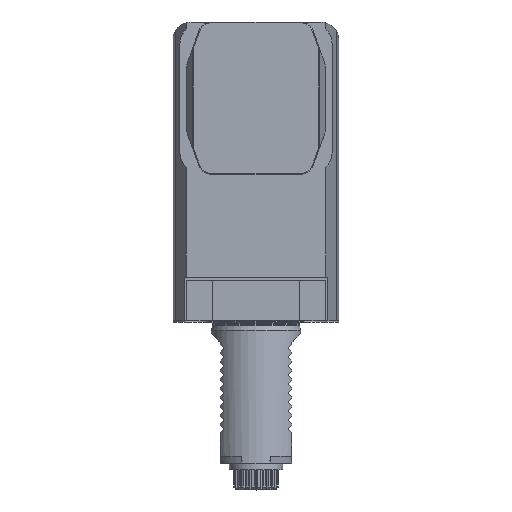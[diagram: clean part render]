
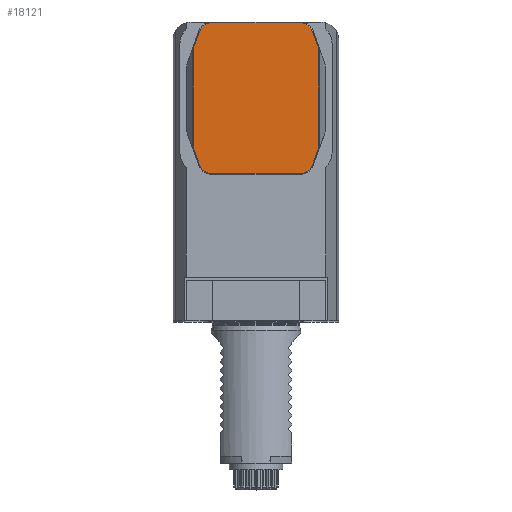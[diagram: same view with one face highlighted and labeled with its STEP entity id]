
A CAD part, top view. The second image highlights one B-rep face of the part: STEP entity #18121.
In plain terms, the highlighted planar face has unit normal (0, 0, 1).
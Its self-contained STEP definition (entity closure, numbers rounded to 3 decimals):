
#304 = VERTEX_POINT ( 'NONE', #28133 ) ;
#388 = AXIS2_PLACEMENT_3D ( 'NONE', #10550, #2968, #20614 ) ;
#904 = VECTOR ( 'NONE', #25411, 1000. ) ;
#1234 = ORIENTED_EDGE ( 'NONE', *, *, #15792, .T. ) ;
#1389 = ORIENTED_EDGE ( 'NONE', *, *, #28994, .T. ) ;
#1766 = CARTESIAN_POINT ( 'NONE',  ( 31.894, 11.608, 58. ) ) ;
#1859 = ORIENTED_EDGE ( 'NONE', *, *, #12184, .T. ) ;
#2394 = DIRECTION ( 'NONE',  ( 0.342, -0.94, 0. ) ) ;
#2968 = DIRECTION ( 'NONE',  ( 0., 0., 1. ) ) ;
#2977 = DIRECTION ( 'NONE',  ( 1., 0., 0. ) ) ;
#3162 = CARTESIAN_POINT ( 'NONE',  ( -28.087, -22.121, 58. ) ) ;
#3256 = ORIENTED_EDGE ( 'NONE', *, *, #29967, .T. ) ;
#3354 = CARTESIAN_POINT ( 'NONE',  ( 19.862, -33.7, 58. ) ) ;
#3697 = VECTOR ( 'NONE', #2394, 1000. ) ;
#3875 = DIRECTION ( 'NONE',  ( -0.342, 0.94, 0. ) ) ;
#3950 = DIRECTION ( 'NONE',  ( 0., 0., 1. ) ) ;
#4294 = PLANE ( 'NONE',  #31284 ) ;
#5413 = AXIS2_PLACEMENT_3D ( 'NONE', #29031, #3950, #30848 ) ;
#5416 = LINE ( 'NONE', #15482, #904 ) ;
#5461 = CARTESIAN_POINT ( 'NONE',  ( -28.087, -22.069, 58. ) ) ;
#5590 = EDGE_CURVE ( 'NONE', #21860, #20122, #7651, .T. ) ;
#5950 = EDGE_CURVE ( 'NONE', #26230, #9973, #13543, .T. ) ;
#6210 = AXIS2_PLACEMENT_3D ( 'NONE', #22463, #29710, #6972 ) ;
#6399 = DIRECTION ( 'NONE',  ( 0.342, 0.94, 0. ) ) ;
#6558 = LINE ( 'NONE', #28976, #19912 ) ;
#6972 = DIRECTION ( 'NONE',  ( -1., 0., 0. ) ) ;
#7003 = CARTESIAN_POINT ( 'NONE',  ( -25.218, -29.95, 58. ) ) ;
#7651 = LINE ( 'NONE', #3162, #19863 ) ;
#8137 = VERTEX_POINT ( 'NONE', #7003 ) ;
#8203 = EDGE_CURVE ( 'NONE', #20122, #8137, #22019, .T. ) ;
#8353 = CIRCLE ( 'NONE', #11015, 5.7 ) ;
#9129 = VERTEX_POINT ( 'NONE', #15070 ) ;
#9441 = DIRECTION ( 'NONE',  ( 0., 0., 1. ) ) ;
#9973 = VERTEX_POINT ( 'NONE', #12017 ) ;
#10099 = LINE ( 'NONE', #18807, #27420 ) ;
#10550 = CARTESIAN_POINT ( 'NONE',  ( 19.862, 28., 58. ) ) ;
#11015 = AXIS2_PLACEMENT_3D ( 'NONE', #14592, #24834, #29918 ) ;
#11110 = VECTOR ( 'NONE', #32102, 1000. ) ;
#11445 = EDGE_CURVE ( 'NONE', #13562, #16274, #6558, .T. ) ;
#11855 = CARTESIAN_POINT ( 'NONE',  ( -31.894, 11.608, 58. ) ) ;
#12017 = CARTESIAN_POINT ( 'NONE',  ( 19.862, 33.7, 58. ) ) ;
#12184 = EDGE_CURVE ( 'NONE', #14092, #13562, #8353, .T. ) ;
#12293 = VERTEX_POINT ( 'NONE', #29478 ) ;
#13216 = EDGE_CURVE ( 'NONE', #15370, #21860, #14318, .T. ) ;
#13314 = CIRCLE ( 'NONE', #5413, 5.7 ) ;
#13543 = CIRCLE ( 'NONE', #388, 5.7 ) ;
#13562 = VERTEX_POINT ( 'NONE', #30955 ) ;
#13786 = ORIENTED_EDGE ( 'NONE', *, *, #5590, .T. ) ;
#14092 = VERTEX_POINT ( 'NONE', #3354 ) ;
#14318 = LINE ( 'NONE', #11855, #11110 ) ;
#14362 = FACE_OUTER_BOUND ( 'NONE', #30186, .T. ) ;
#14592 = CARTESIAN_POINT ( 'NONE',  ( 19.862, -28., 58. ) ) ;
#14686 = EDGE_CURVE ( 'NONE', #304, #26230, #26481, .T. ) ;
#14900 = CARTESIAN_POINT ( 'NONE',  ( -31.894, -11.608, 58. ) ) ;
#15070 = CARTESIAN_POINT ( 'NONE',  ( -19.862, -33.7, 58. ) ) ;
#15196 = DIRECTION ( 'NONE',  ( 0., -1., 0. ) ) ;
#15370 = VERTEX_POINT ( 'NONE', #17637 ) ;
#15477 = CARTESIAN_POINT ( 'NONE',  ( 0., -33.7, 58. ) ) ;
#15482 = CARTESIAN_POINT ( 'NONE',  ( 0., 33.7, 58. ) ) ;
#15586 = ORIENTED_EDGE ( 'NONE', *, *, #32149, .T. ) ;
#15792 = EDGE_CURVE ( 'NONE', #9129, #14092, #19709, .T. ) ;
#16274 = VERTEX_POINT ( 'NONE', #16608 ) ;
#16608 = CARTESIAN_POINT ( 'NONE',  ( 28.087, -22.069, 58. ) ) ;
#17637 = CARTESIAN_POINT ( 'NONE',  ( -25.218, 29.95, 58. ) ) ;
#18121 = ADVANCED_FACE ( 'Defeature completata1_288', ( #14362 ), #4294, .T. ) ;
#18338 = ORIENTED_EDGE ( 'NONE', *, *, #8203, .T. ) ;
#18588 = VECTOR ( 'NONE', #3875, 1000. ) ;
#18807 = CARTESIAN_POINT ( 'NONE',  ( 28.087, 22.121, 58. ) ) ;
#19293 = ORIENTED_EDGE ( 'NONE', *, *, #13216, .T. ) ;
#19517 = CARTESIAN_POINT ( 'NONE',  ( 0., 0., 58. ) ) ;
#19709 = LINE ( 'NONE', #15477, #25431 ) ;
#19863 = VECTOR ( 'NONE', #15196, 1000. ) ;
#19912 = VECTOR ( 'NONE', #6399, 1000. ) ;
#20122 = VERTEX_POINT ( 'NONE', #5461 ) ;
#20477 = CARTESIAN_POINT ( 'NONE',  ( 25.218, 29.95, 58. ) ) ;
#20487 = EDGE_CURVE ( 'NONE', #9973, #12293, #5416, .T. ) ;
#20614 = DIRECTION ( 'NONE',  ( -1., 0., 0. ) ) ;
#21860 = VERTEX_POINT ( 'NONE', #31414 ) ;
#22019 = LINE ( 'NONE', #14900, #3697 ) ;
#22062 = ORIENTED_EDGE ( 'NONE', *, *, #11445, .T. ) ;
#22463 = CARTESIAN_POINT ( 'NONE',  ( -19.862, -28., 58. ) ) ;
#23718 = ORIENTED_EDGE ( 'NONE', *, *, #14686, .T. ) ;
#24834 = DIRECTION ( 'NONE',  ( 0., 0., 1. ) ) ;
#25411 = DIRECTION ( 'NONE',  ( -1., 0., 0. ) ) ;
#25431 = VECTOR ( 'NONE', #2977, 1000. ) ;
#25772 = ORIENTED_EDGE ( 'NONE', *, *, #5950, .T. ) ;
#26230 = VERTEX_POINT ( 'NONE', #20477 ) ;
#26481 = LINE ( 'NONE', #1766, #18588 ) ;
#27058 = DIRECTION ( 'NONE',  ( -1., 0., 0. ) ) ;
#27420 = VECTOR ( 'NONE', #31138, 1000. ) ;
#28133 = CARTESIAN_POINT ( 'NONE',  ( 28.087, 22.069, 58. ) ) ;
#28976 = CARTESIAN_POINT ( 'NONE',  ( 31.894, -11.608, 58. ) ) ;
#28994 = EDGE_CURVE ( 'NONE', #12293, #15370, #13314, .T. ) ;
#29031 = CARTESIAN_POINT ( 'NONE',  ( -19.862, 28., 58. ) ) ;
#29478 = CARTESIAN_POINT ( 'NONE',  ( -19.862, 33.7, 58. ) ) ;
#29710 = DIRECTION ( 'NONE',  ( 0., 0., 1. ) ) ;
#29918 = DIRECTION ( 'NONE',  ( -1., 0., 0. ) ) ;
#29967 = EDGE_CURVE ( 'NONE', #16274, #304, #10099, .T. ) ;
#30186 = EDGE_LOOP ( 'NONE', ( #31522, #1389, #19293, #13786, #18338, #15586, #1234, #1859, #22062, #3256, #23718, #25772 ) ) ;
#30402 = CIRCLE ( 'NONE', #6210, 5.7 ) ;
#30848 = DIRECTION ( 'NONE',  ( -1., 0., 0. ) ) ;
#30955 = CARTESIAN_POINT ( 'NONE',  ( 25.218, -29.95, 58. ) ) ;
#31138 = DIRECTION ( 'NONE',  ( 0., 1., 0. ) ) ;
#31284 = AXIS2_PLACEMENT_3D ( 'NONE', #19517, #9441, #27058 ) ;
#31414 = CARTESIAN_POINT ( 'NONE',  ( -28.087, 22.069, 58. ) ) ;
#31522 = ORIENTED_EDGE ( 'NONE', *, *, #20487, .T. ) ;
#32102 = DIRECTION ( 'NONE',  ( -0.342, -0.94, 0. ) ) ;
#32149 = EDGE_CURVE ( 'NONE', #8137, #9129, #30402, .T. ) ;
